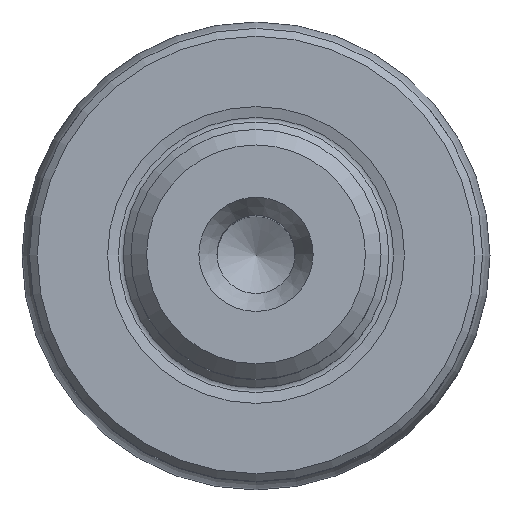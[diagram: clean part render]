
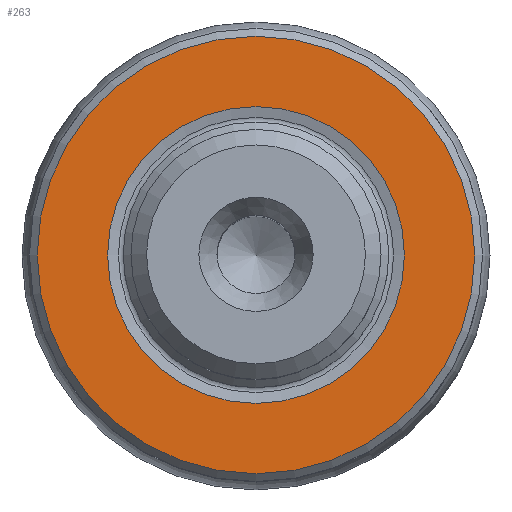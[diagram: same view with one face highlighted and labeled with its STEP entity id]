
A CAD part, top view. The second image highlights one B-rep face of the part: STEP entity #263.
In plain terms, the highlighted planar face has unit normal (0, 0, 1).
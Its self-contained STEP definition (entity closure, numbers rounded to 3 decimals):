
#263=ADVANCED_FACE('',(#294,#295),#291,.T.);
#291=PLANE('',#534);
#294=FACE_BOUND('',#347,.T.);
#295=FACE_BOUND('',#348,.T.);
#347=EDGE_LOOP('',(#399));
#348=EDGE_LOOP('',(#400));
#399=ORIENTED_EDGE('',*,*,#479,.T.);
#400=ORIENTED_EDGE('',*,*,#480,.T.);
#451=VERTEX_POINT('',#695);
#452=VERTEX_POINT('',#697);
#479=EDGE_CURVE('',#451,#451,#505,.T.);
#480=EDGE_CURVE('',#452,#452,#506,.T.);
#505=CIRCLE('',#532,14.);
#506=CIRCLE('',#533,9.499);
#532=AXIS2_PLACEMENT_3D('',#694,#587,#588);
#533=AXIS2_PLACEMENT_3D('',#696,#589,#590);
#534=AXIS2_PLACEMENT_3D('',#698,#591,#592);
#587=DIRECTION('',(0.,0.,1.));
#588=DIRECTION('',(1.,0.,0.));
#589=DIRECTION('',(0.,0.,-1.));
#590=DIRECTION('',(-1.,0.,0.));
#591=DIRECTION('',(0.,0.,1.));
#592=DIRECTION('',(1.,0.,0.));
#694=CARTESIAN_POINT('',(0.,0.,0.));
#695=CARTESIAN_POINT('',(14.,0.,0.));
#696=CARTESIAN_POINT('',(0.,0.,0.));
#697=CARTESIAN_POINT('',(-9.499,0.,0.));
#698=CARTESIAN_POINT('',(0.,0.,0.));
